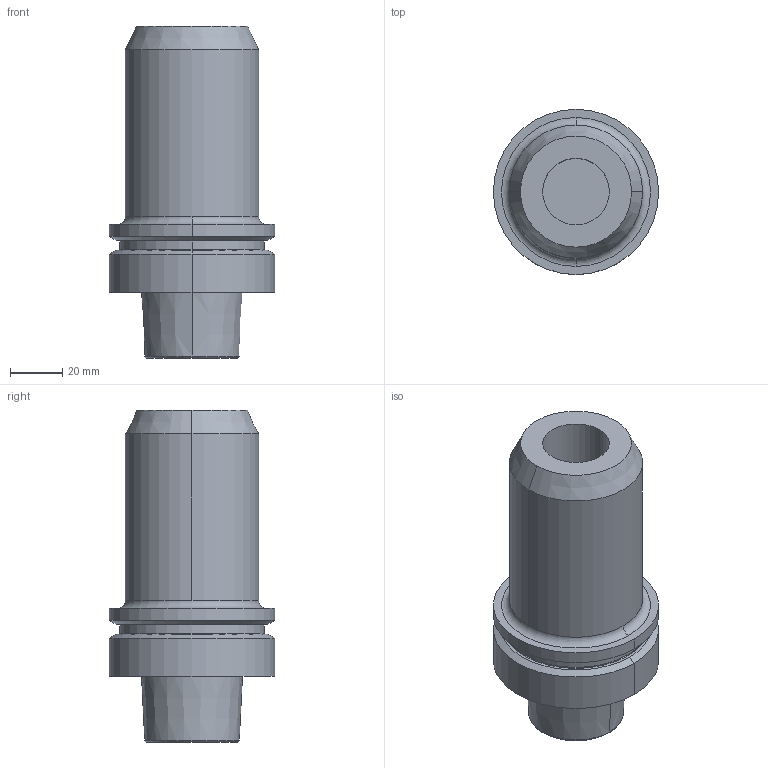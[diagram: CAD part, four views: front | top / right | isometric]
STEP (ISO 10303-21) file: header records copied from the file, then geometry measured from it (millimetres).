
FILE_DESCRIPTION (( 'STEP AP203' ), '1' );
FILE_NAME ('STP-SATE-32962-4-F.STEP', '2019-12-03T02:41:34', ( '' ), ( '' ), 'SwSTEP 2.0', 'SolidWorks 2017', '' );
FILE_SCHEMA (( 'CONFIG_CONTROL_DESIGN' ));
Length unit declared in the file: millimetre
Products named in the file (1): STP-SATE-32962-4-F
Bounding box: 63 x 63 x 126.6 mm (x, y, z)
Volume: 200112.3 mm3; surface area: 34998 mm2
Topology: 1 solids, 1 shells, 50 faces, 102 edges, 59 vertices
Faces by surface type: cylinder 18, cone 14, torus 10, plane 8
Entity records: 1385 total; most frequent: DIRECTION 270, CARTESIAN_POINT 210, ORIENTED_EDGE 200, AXIS2_PLACEMENT_3D 119, EDGE_CURVE 100, CIRCLE 68, VERTEX_POINT 59, EDGE_LOOP 57
